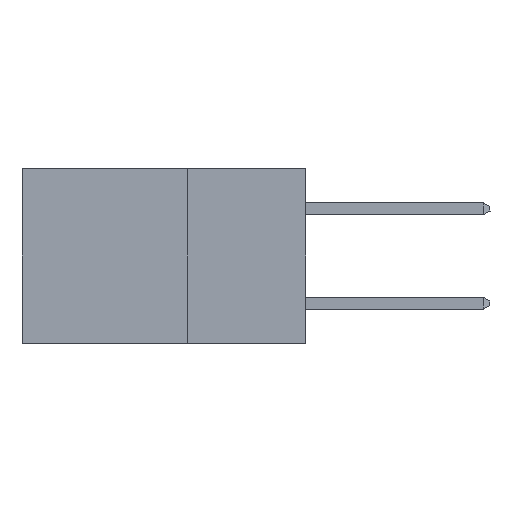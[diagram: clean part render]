
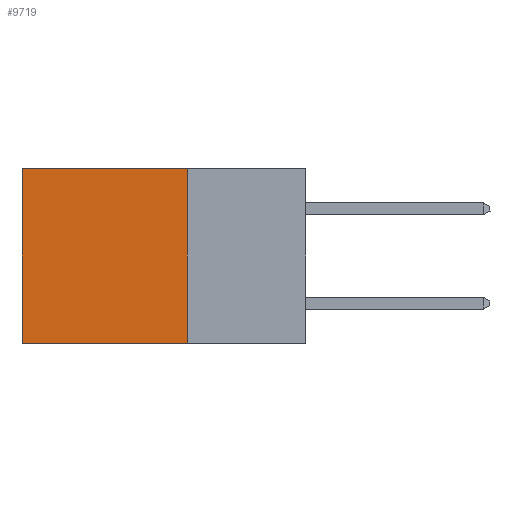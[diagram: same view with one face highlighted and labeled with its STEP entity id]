
A CAD part, left-side view. The second image highlights one B-rep face of the part: STEP entity #9719.
In plain terms, the highlighted planar face has unit normal (-1, 0, 0).
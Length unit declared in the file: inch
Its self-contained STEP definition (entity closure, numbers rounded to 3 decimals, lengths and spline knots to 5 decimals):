
#303 = VERTEX_POINT ( 'NONE', #15570 ) ;
#345 = VECTOR ( 'NONE', #2380, 39.37008 ) ;
#1003 = CARTESIAN_POINT ( 'NONE',  ( 0.298, 0.25, -0.37 ) ) ;
#1465 = LINE ( 'NONE', #1624, #5815 ) ;
#1580 = ORIENTED_EDGE ( 'NONE', *, *, #6699, .F. ) ;
#1624 = CARTESIAN_POINT ( 'NONE',  ( 0.298, 0.6, 0. ) ) ;
#2248 = ORIENTED_EDGE ( 'NONE', *, *, #8054, .T. ) ;
#2335 = DIRECTION ( 'NONE',  ( 0., 0., -1. ) ) ;
#2380 = DIRECTION ( 'NONE',  ( 0., 1., 0. ) ) ;
#3198 = EDGE_CURVE ( 'NONE', #14378, #303, #7772, .T. ) ;
#3557 = VERTEX_POINT ( 'NONE', #13452 ) ;
#5477 = CARTESIAN_POINT ( 'NONE',  ( 0.298, 0.25, -0.37 ) ) ;
#5815 = VECTOR ( 'NONE', #13298, 39.37008 ) ;
#6335 = ORIENTED_EDGE ( 'NONE', *, *, #14059, .T. ) ;
#6375 = DIRECTION ( 'NONE',  ( 1., 0., 0. ) ) ;
#6699 = EDGE_CURVE ( 'NONE', #10399, #14378, #7494, .T. ) ;
#7231 = AXIS2_PLACEMENT_3D ( 'NONE', #15249, #6375, #2335 ) ;
#7494 = LINE ( 'NONE', #9726, #13844 ) ;
#7772 = LINE ( 'NONE', #1003, #345 ) ;
#8054 = EDGE_CURVE ( 'NONE', #3557, #303, #1465, .T. ) ;
#8938 = LINE ( 'NONE', #9795, #16318 ) ;
#9719 = ADVANCED_FACE ( 'NONE', ( #16621 ), #9950, .F. ) ;
#9726 = CARTESIAN_POINT ( 'NONE',  ( 0.298, 0.25, 0. ) ) ;
#9795 = CARTESIAN_POINT ( 'NONE',  ( 0.298, 0.25, 0. ) ) ;
#9950 = PLANE ( 'NONE',  #7231 ) ;
#10399 = VERTEX_POINT ( 'NONE', #16390 ) ;
#11064 = DIRECTION ( 'NONE',  ( 0., 0., -1. ) ) ;
#11076 = DIRECTION ( 'NONE',  ( 0., 1., 0. ) ) ;
#13298 = DIRECTION ( 'NONE',  ( 0., 0., -1. ) ) ;
#13452 = CARTESIAN_POINT ( 'NONE',  ( 0.298, 0.6, 0. ) ) ;
#13844 = VECTOR ( 'NONE', #11064, 39.37008 ) ;
#14059 = EDGE_CURVE ( 'NONE', #10399, #3557, #8938, .T. ) ;
#14378 = VERTEX_POINT ( 'NONE', #5477 ) ;
#14390 = EDGE_LOOP ( 'NONE', ( #2248, #16819, #1580, #6335 ) ) ;
#15249 = CARTESIAN_POINT ( 'NONE',  ( 0.298, 0.25, 0. ) ) ;
#15570 = CARTESIAN_POINT ( 'NONE',  ( 0.298, 0.6, -0.37 ) ) ;
#16318 = VECTOR ( 'NONE', #11076, 39.37008 ) ;
#16390 = CARTESIAN_POINT ( 'NONE',  ( 0.298, 0.25, 0. ) ) ;
#16621 = FACE_OUTER_BOUND ( 'NONE', #14390, .T. ) ;
#16819 = ORIENTED_EDGE ( 'NONE', *, *, #3198, .F. ) ;
